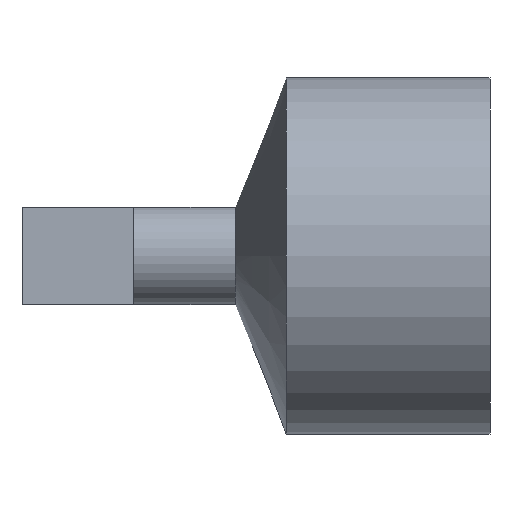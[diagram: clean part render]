
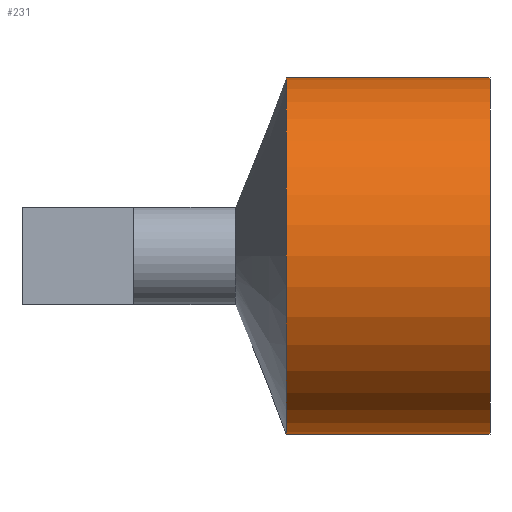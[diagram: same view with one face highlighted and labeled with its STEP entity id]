
A CAD part, front view. The second image highlights one B-rep face of the part: STEP entity #231.
In plain terms, the highlighted cylindrical face has radius 3.5 mm (diameter 7 mm), a full revolution.
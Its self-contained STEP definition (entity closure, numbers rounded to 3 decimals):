
#21=CYLINDRICAL_SURFACE('',#269,3.5);
#40=LINE('',#404,#59);
#59=VECTOR('',#338,3.5);
#73=FACE_OUTER_BOUND('',#88,.T.);
#88=EDGE_LOOP('',(#200,#201,#202,#203));
#101=CIRCLE('',#270,3.5);
#102=CIRCLE('',#271,3.5);
#119=VERTEX_POINT('',#401);
#120=VERTEX_POINT('',#403);
#147=EDGE_CURVE('',#119,#119,#101,.T.);
#148=EDGE_CURVE('',#119,#120,#40,.T.);
#149=EDGE_CURVE('',#120,#120,#102,.T.);
#200=ORIENTED_EDGE('',*,*,#147,.F.);
#201=ORIENTED_EDGE('',*,*,#148,.T.);
#202=ORIENTED_EDGE('',*,*,#149,.T.);
#203=ORIENTED_EDGE('',*,*,#148,.F.);
#231=ADVANCED_FACE('',(#73),#21,.T.);
#269=AXIS2_PLACEMENT_3D('',#400,#334,#335);
#270=AXIS2_PLACEMENT_3D('',#402,#336,#337);
#271=AXIS2_PLACEMENT_3D('',#405,#339,#340);
#334=DIRECTION('center_axis',(1.,0.,0.));
#335=DIRECTION('ref_axis',(0.,1.,0.));
#336=DIRECTION('center_axis',(1.,0.,0.));
#337=DIRECTION('ref_axis',(0.,1.,0.));
#338=DIRECTION('',(-1.,0.,0.));
#339=DIRECTION('center_axis',(1.,0.,0.));
#340=DIRECTION('ref_axis',(0.,1.,0.));
#400=CARTESIAN_POINT('Origin',(5.19,32.047,0.953));
#401=CARTESIAN_POINT('',(9.19,28.547,0.953));
#402=CARTESIAN_POINT('Origin',(9.19,32.047,0.953));
#403=CARTESIAN_POINT('',(5.19,28.547,0.953));
#404=CARTESIAN_POINT('',(5.19,28.547,0.953));
#405=CARTESIAN_POINT('Origin',(5.19,32.047,0.953));
